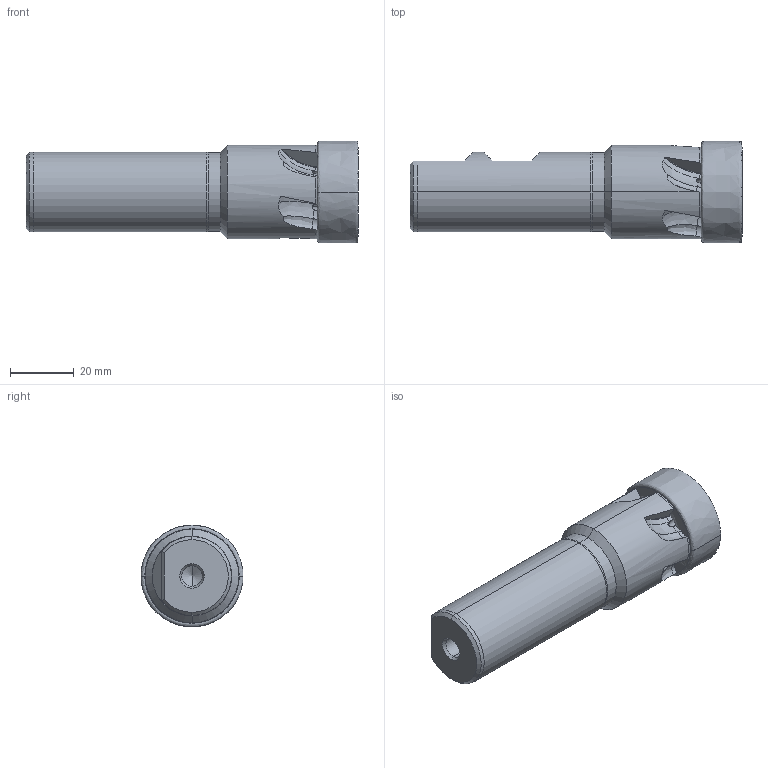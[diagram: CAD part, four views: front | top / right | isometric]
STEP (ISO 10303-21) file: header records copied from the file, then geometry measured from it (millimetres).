
FILE_DESCRIPTION (( 'STEP AP214' ), '1' );
FILE_NAME ('90PP-32-48-75-5.STEP', '2012-11-09T07:13:31', ( '' ), ( '' ), 'SwSTEP 2.0', 'SolidWorks 2012', '' );
FILE_SCHEMA (( 'AUTOMOTIVE_DESIGN' ));
Length unit declared in the file: millimetre
Products named in the file (1): 90PP-32-48-75-5
Bounding box: 104.3 x 32.04 x 32.03 mm (x, y, z)
Volume: 53966.1 mm3; surface area: 13243.4 mm2
Topology: 1 solids, 6 shells, 174 faces, 477 edges, 308 vertices
Faces by surface type: plane 53, bspline 51, cylinder 39, cone 26, torus 5
Entity records: 8237 total; most frequent: CARTESIAN_POINT 4340, ORIENTED_EDGE 950, DIRECTION 553, EDGE_CURVE 475, VERTEX_POINT 308, B_SPLINE_CURVE_WITH_KNOTS 239, AXIS2_PLACEMENT_3D 217, EDGE_LOOP 179
